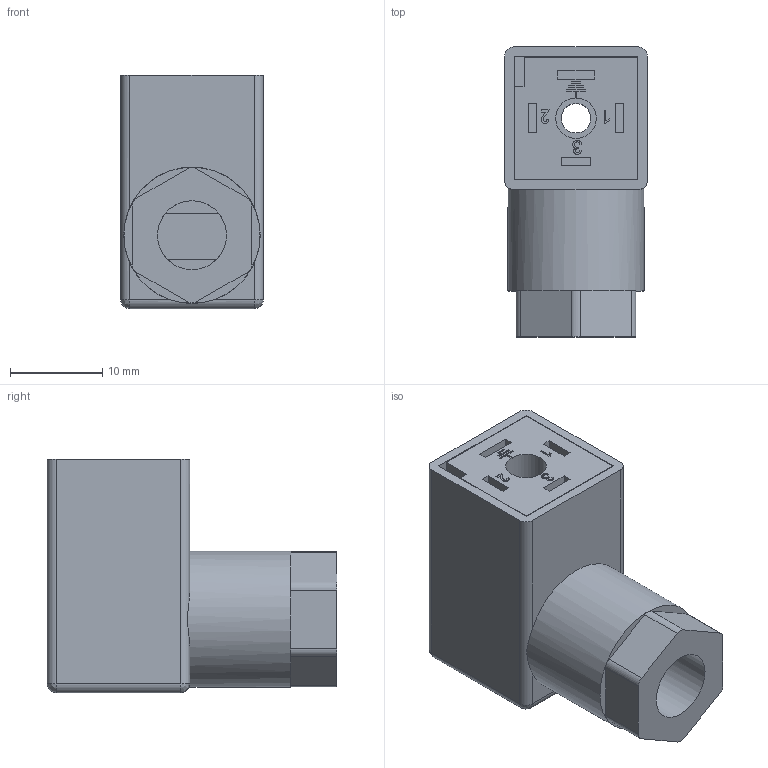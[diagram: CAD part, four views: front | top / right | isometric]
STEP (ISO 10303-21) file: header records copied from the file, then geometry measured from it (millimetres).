
FILE_DESCRIPTION (( 'STEP AP214' ), '1' );
FILE_NAME ('CON008-1KJ.STEP', '2020-02-13T17:24:37', ( '' ), ( '' ), 'SwSTEP 2.0', 'SolidWorks 2019', '' );
FILE_SCHEMA (( 'AUTOMOTIVE_DESIGN' ));
Length unit declared in the file: inch
Products named in the file (1): CON008-1KJ
Bounding box: 15.5 x 31.5 x 25.4 mm (x, y, z)
Volume: 6417.6 mm3; surface area: 5791.8 mm2
Topology: 2 solids, 2 shells, 133 faces, 343 edges, 222 vertices
Faces by surface type: plane 85, bspline 29, cylinder 19
Full cylindrical faces by diameter (mm): 3.2 x1, 4.4 x1, 7.5 x1, 7.8 x1, 14.8 x1
Entity records: 7002 total; most frequent: CARTESIAN_POINT 2178, ORIENTED_EDGE 664, DIRECTION 530, EDGE_CURVE 332, VECTOR 238, LINE 238, VERTEX_POINT 220, EDGE_LOOP 156
